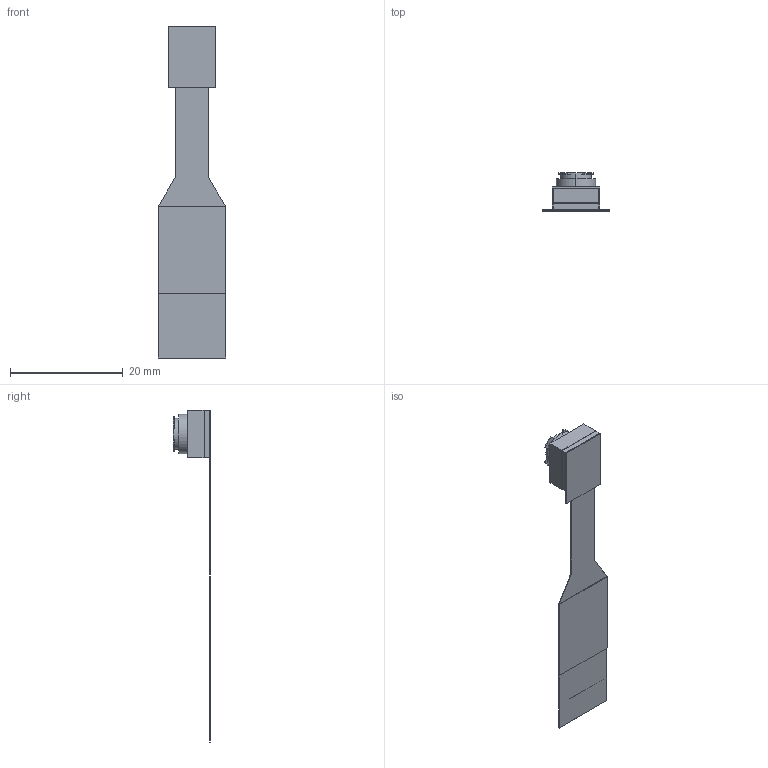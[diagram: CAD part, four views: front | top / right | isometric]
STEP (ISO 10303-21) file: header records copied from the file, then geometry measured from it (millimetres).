
FILE_DESCRIPTION (( 'STEP AP203' ), '1' );
FILE_NAME ('120¶È.STEP', '2020-06-11T01:02:13', ( 'arducam007' ), ( '' ), 'SwSTEP 2.0', 'SolidWorks 2018', '' );
FILE_SCHEMA (( 'CONFIG_CONTROL_DESIGN' ));
Length unit declared in the file: millimetre
Products named in the file (1): 120僅
Bounding box: 12 x 6.7 x 59 mm (x, y, z)
Volume: 205.4 mm3; surface area: 2169.6 mm2
Topology: 4 solids, 4 shells, 81 faces, 198 edges, 132 vertices
Faces by surface type: plane 65, cylinder 10, torus 4, cone 2
Entity records: 2543 total; most frequent: CARTESIAN_POINT 532, ORIENTED_EDGE 396, DIRECTION 390, EDGE_CURVE 198, VECTOR 154, LINE 154, VERTEX_POINT 132, AXIS2_PLACEMENT_3D 118
